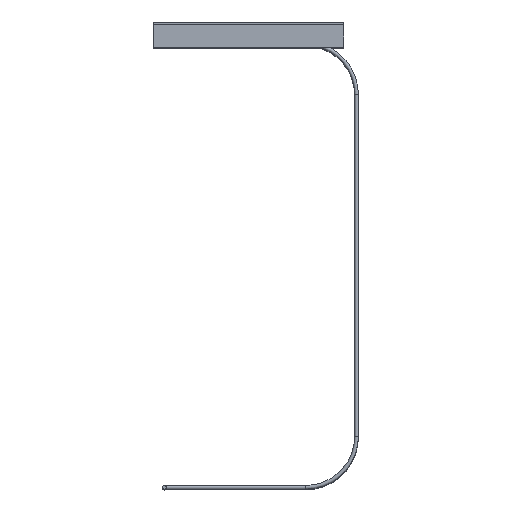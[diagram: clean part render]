
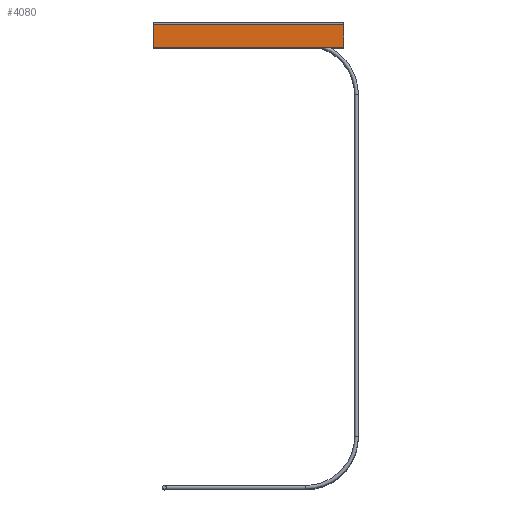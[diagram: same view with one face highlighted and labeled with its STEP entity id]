
A CAD part, top view. The second image highlights one B-rep face of the part: STEP entity #4080.
In plain terms, the highlighted face is planar.
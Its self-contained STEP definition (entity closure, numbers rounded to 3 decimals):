
#983 = DIRECTION ( 'NONE',  ( 0., -1., 0. ) ) ;
#1034 = LINE ( 'NONE', #4506, #6781 ) ;
#1404 = VECTOR ( 'NONE', #9034, 1000. ) ;
#1782 = EDGE_CURVE ( 'NONE', #8100, #7944, #1034, .T. ) ;
#1818 = DIRECTION ( 'NONE',  ( 0., 0., -1. ) ) ;
#2378 = EDGE_CURVE ( 'NONE', #8100, #7075, #10366, .T. ) ;
#2695 = CARTESIAN_POINT ( 'NONE',  ( 12., 0., 150. ) ) ;
#3670 = ORIENTED_EDGE ( 'NONE', *, *, #1782, .F. ) ;
#3759 = AXIS2_PLACEMENT_3D ( 'NONE', #10762, #4110, #5758 ) ;
#4080 = ADVANCED_FACE ( 'NONE', ( #8390 ), #7406, .F. ) ;
#4110 = DIRECTION ( 'NONE',  ( 1., 0., 0. ) ) ;
#4410 = LINE ( 'NONE', #2695, #8375 ) ;
#4506 = CARTESIAN_POINT ( 'NONE',  ( 12., 0., 150. ) ) ;
#4660 = ORIENTED_EDGE ( 'NONE', *, *, #7071, .T. ) ;
#5527 = ORIENTED_EDGE ( 'NONE', *, *, #2378, .T. ) ;
#5758 = DIRECTION ( 'NONE',  ( 0., 0., -1. ) ) ;
#6574 = CARTESIAN_POINT ( 'NONE',  ( 12., 18., 0. ) ) ;
#6781 = VECTOR ( 'NONE', #983, 1000. ) ;
#6813 = ORIENTED_EDGE ( 'NONE', *, *, #9332, .F. ) ;
#7071 = EDGE_CURVE ( 'NONE', #7075, #9726, #8977, .T. ) ;
#7075 = VERTEX_POINT ( 'NONE', #6574 ) ;
#7192 = VECTOR ( 'NONE', #8712, 1000. ) ;
#7406 = PLANE ( 'NONE',  #3759 ) ;
#7944 = VERTEX_POINT ( 'NONE', #8092 ) ;
#8092 = CARTESIAN_POINT ( 'NONE',  ( 12., 0., 150. ) ) ;
#8100 = VERTEX_POINT ( 'NONE', #10203 ) ;
#8224 = CARTESIAN_POINT ( 'NONE',  ( 12., 0., 0. ) ) ;
#8375 = VECTOR ( 'NONE', #1818, 1000. ) ;
#8390 = FACE_OUTER_BOUND ( 'NONE', #8975, .T. ) ;
#8712 = DIRECTION ( 'NONE',  ( 0., 0., -1. ) ) ;
#8911 = CARTESIAN_POINT ( 'NONE',  ( 12., 18., 150. ) ) ;
#8975 = EDGE_LOOP ( 'NONE', ( #4660, #6813, #3670, #5527 ) ) ;
#8977 = LINE ( 'NONE', #8224, #1404 ) ;
#9034 = DIRECTION ( 'NONE',  ( 0., -1., 0. ) ) ;
#9263 = CARTESIAN_POINT ( 'NONE',  ( 12., 0., 0. ) ) ;
#9332 = EDGE_CURVE ( 'NONE', #7944, #9726, #4410, .T. ) ;
#9726 = VERTEX_POINT ( 'NONE', #9263 ) ;
#10203 = CARTESIAN_POINT ( 'NONE',  ( 12., 18., 150. ) ) ;
#10366 = LINE ( 'NONE', #8911, #7192 ) ;
#10762 = CARTESIAN_POINT ( 'NONE',  ( 12., 0., 150. ) ) ;
